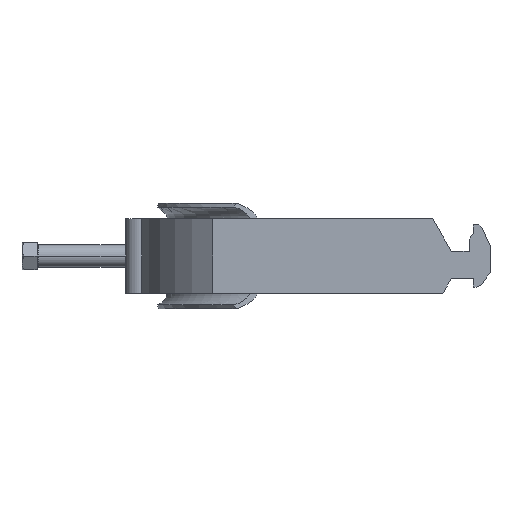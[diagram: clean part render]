
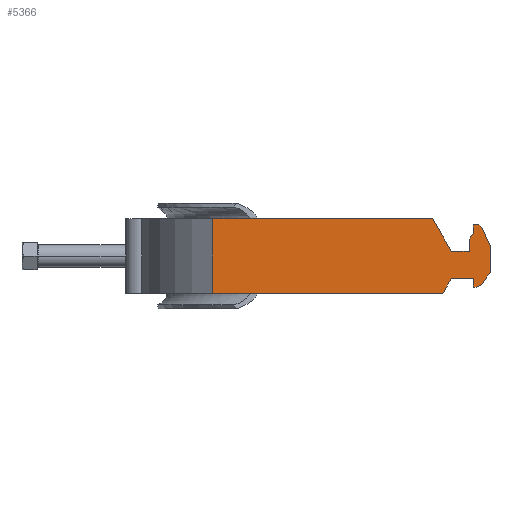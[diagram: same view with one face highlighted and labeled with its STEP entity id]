
A CAD part, left-side view. The second image highlights one B-rep face of the part: STEP entity #5366.
In plain terms, the highlighted planar face has unit normal (-1, 0, 0).
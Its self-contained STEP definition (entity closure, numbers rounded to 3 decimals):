
#37 = CARTESIAN_POINT ( 'NONE',  ( -48.5, -163., -8.25 ) ) ;
#85 = ORIENTED_EDGE ( 'NONE', *, *, #3802, .F. ) ;
#102 = DIRECTION ( 'NONE',  ( 0., -1., 0. ) ) ;
#124 = CARTESIAN_POINT ( 'NONE',  ( -48.5, -126., 8.25 ) ) ;
#151 = ORIENTED_EDGE ( 'NONE', *, *, #6071, .F. ) ;
#190 = CARTESIAN_POINT ( 'NONE',  ( -48.5, -126., 13.5 ) ) ;
#297 = VERTEX_POINT ( 'NONE', #5972 ) ;
#451 = EDGE_CURVE ( 'NONE', #2968, #1744, #8825, .T. ) ;
#467 = LINE ( 'NONE', #4567, #9385 ) ;
#479 = CARTESIAN_POINT ( 'NONE',  ( -48.5, -126., -8.25 ) ) ;
#501 = VERTEX_POINT ( 'NONE', #12962 ) ;
#540 = EDGE_CURVE ( 'NONE', #7291, #2885, #3955, .T. ) ;
#618 = VECTOR ( 'NONE', #12284, 1000. ) ;
#863 = VECTOR ( 'NONE', #8896, 1000. ) ;
#886 = ORIENTED_EDGE ( 'NONE', *, *, #6875, .F. ) ;
#993 = LINE ( 'NONE', #1857, #11899 ) ;
#1020 = VERTEX_POINT ( 'NONE', #479 ) ;
#1053 = LINE ( 'NONE', #37, #3865 ) ;
#1057 = DIRECTION ( 'NONE',  ( 0., 1., 0. ) ) ;
#1127 = CARTESIAN_POINT ( 'NONE',  ( -48.5, -111.216, 13.5 ) ) ;
#1300 = CARTESIAN_POINT ( 'NONE',  ( -48.5, -127., -11.25 ) ) ;
#1327 = ORIENTED_EDGE ( 'NONE', *, *, #5244, .F. ) ;
#1576 = EDGE_CURVE ( 'NONE', #5661, #297, #12945, .T. ) ;
#1649 = VECTOR ( 'NONE', #4273, 1000. ) ;
#1671 = EDGE_CURVE ( 'NONE', #10713, #2968, #993, .T. ) ;
#1712 = EDGE_LOOP ( 'NONE', ( #1732, #3503, #5591, #5077, #9489, #85, #11970, #5095, #151, #1327, #5987, #5022, #11986, #10851, #10197, #8981, #2868, #886 ) ) ;
#1732 = ORIENTED_EDGE ( 'NONE', *, *, #1576, .F. ) ;
#1744 = VERTEX_POINT ( 'NONE', #10293 ) ;
#1797 = CARTESIAN_POINT ( 'NONE',  ( -48.5, -118., 1.75 ) ) ;
#1857 = CARTESIAN_POINT ( 'NONE',  ( -48.5, -163., 1.75 ) ) ;
#1932 = DIRECTION ( 'NONE',  ( 0., 0., 1. ) ) ;
#2046 = VECTOR ( 'NONE', #102, 1000. ) ;
#2191 = CARTESIAN_POINT ( 'NONE',  ( -48.5, -31.554, -13.5 ) ) ;
#2868 = ORIENTED_EDGE ( 'NONE', *, *, #4845, .F. ) ;
#2885 = VERTEX_POINT ( 'NONE', #8097 ) ;
#2902 = CARTESIAN_POINT ( 'NONE',  ( -48.5, -163., -13.5 ) ) ;
#2968 = VERTEX_POINT ( 'NONE', #3967 ) ;
#3105 = VERTEX_POINT ( 'NONE', #2191 ) ;
#3286 = CARTESIAN_POINT ( 'NONE',  ( -48.5, -151.396, 21.625 ) ) ;
#3503 = ORIENTED_EDGE ( 'NONE', *, *, #13046, .F. ) ;
#3654 = CARTESIAN_POINT ( 'NONE',  ( -48.5, -124.162, -8.923 ) ) ;
#3715 = LINE ( 'NONE', #11838, #9607 ) ;
#3802 = EDGE_CURVE ( 'NONE', #4920, #9105, #13052, .T. ) ;
#3811 = CARTESIAN_POINT ( 'NONE',  ( -48.5, -138.668, 27.548 ) ) ;
#3865 = VECTOR ( 'NONE', #8190, 1000. ) ;
#3955 = LINE ( 'NONE', #12897, #6749 ) ;
#3967 = CARTESIAN_POINT ( 'NONE',  ( -48.5, -124.5, 1.75 ) ) ;
#4075 = LINE ( 'NONE', #6206, #2046 ) ;
#4273 = DIRECTION ( 'NONE',  ( 0., 0., -1. ) ) ;
#4339 = LINE ( 'NONE', #8406, #1649 ) ;
#4503 = EDGE_CURVE ( 'NONE', #9376, #10713, #9516, .T. ) ;
#4567 = CARTESIAN_POINT ( 'NONE',  ( -48.5, -147.431, -5.054 ) ) ;
#4608 = EDGE_CURVE ( 'NONE', #9376, #11629, #8734, .T. ) ;
#4845 = EDGE_CURVE ( 'NONE', #3105, #11629, #10700, .T. ) ;
#4920 = VERTEX_POINT ( 'NONE', #9773 ) ;
#4940 = PLANE ( 'NONE',  #11011 ) ;
#5022 = ORIENTED_EDGE ( 'NONE', *, *, #6151, .F. ) ;
#5077 = ORIENTED_EDGE ( 'NONE', *, *, #12353, .F. ) ;
#5095 = ORIENTED_EDGE ( 'NONE', *, *, #540, .F. ) ;
#5125 = CARTESIAN_POINT ( 'NONE',  ( -48.5, -166.241, 6.221 ) ) ;
#5167 = VECTOR ( 'NONE', #9648, 1000. ) ;
#5187 = LINE ( 'NONE', #5125, #10389 ) ;
#5244 = EDGE_CURVE ( 'NONE', #501, #6616, #4075, .T. ) ;
#5248 = DIRECTION ( 'NONE',  ( 0., 0.914, -0.407 ) ) ;
#5314 = CARTESIAN_POINT ( 'NONE',  ( -48.5, -31.554, 13.5 ) ) ;
#5366 = ADVANCED_FACE ( 'NONE', ( #11133 ), #4940, .F. ) ;
#5517 = VECTOR ( 'NONE', #7293, 1000. ) ;
#5591 = ORIENTED_EDGE ( 'NONE', *, *, #5796, .F. ) ;
#5661 = VERTEX_POINT ( 'NONE', #10202 ) ;
#5682 = VECTOR ( 'NONE', #1932, 1000. ) ;
#5796 = EDGE_CURVE ( 'NONE', #10558, #1020, #3715, .T. ) ;
#5972 = CARTESIAN_POINT ( 'NONE',  ( -48.5, -114.969, -13.5 ) ) ;
#5987 = ORIENTED_EDGE ( 'NONE', *, *, #7278, .F. ) ;
#6071 = EDGE_CURVE ( 'NONE', #6616, #7291, #467, .T. ) ;
#6151 = EDGE_CURVE ( 'NONE', #1744, #7347, #9570, .T. ) ;
#6182 = DIRECTION ( 'NONE',  ( 0., 1., 0. ) ) ;
#6206 = CARTESIAN_POINT ( 'NONE',  ( -48.5, -163., 11.25 ) ) ;
#6616 = VERTEX_POINT ( 'NONE', #11506 ) ;
#6749 = VECTOR ( 'NONE', #11013, 1000. ) ;
#6875 = EDGE_CURVE ( 'NONE', #297, #3105, #13116, .T. ) ;
#6958 = VECTOR ( 'NONE', #8586, 1000. ) ;
#7278 = EDGE_CURVE ( 'NONE', #7347, #501, #9216, .T. ) ;
#7291 = VERTEX_POINT ( 'NONE', #11399 ) ;
#7293 = DIRECTION ( 'NONE',  ( 0., 0.574, -0.819 ) ) ;
#7347 = VERTEX_POINT ( 'NONE', #124 ) ;
#7364 = LINE ( 'NONE', #11498, #5167 ) ;
#7502 = VERTEX_POINT ( 'NONE', #1300 ) ;
#7592 = VECTOR ( 'NONE', #11856, 1000. ) ;
#7877 = DIRECTION ( 'NONE',  ( 0., 0.5, -0.866 ) ) ;
#7951 = DIRECTION ( 'NONE',  ( 0., -1., 0. ) ) ;
#8097 = CARTESIAN_POINT ( 'NONE',  ( -48.5, -132., 3.75 ) ) ;
#8190 = DIRECTION ( 'NONE',  ( 0., 1., 0. ) ) ;
#8406 = CARTESIAN_POINT ( 'NONE',  ( -48.5, -132., 13.5 ) ) ;
#8586 = DIRECTION ( 'NONE',  ( 0., -0.5, -0.866 ) ) ;
#8734 = LINE ( 'NONE', #12800, #7592 ) ;
#8739 = EDGE_CURVE ( 'NONE', #2885, #4920, #4339, .T. ) ;
#8825 = LINE ( 'NONE', #9023, #5682 ) ;
#8896 = DIRECTION ( 'NONE',  ( 0., -0.574, 0.819 ) ) ;
#8981 = ORIENTED_EDGE ( 'NONE', *, *, #4608, .T. ) ;
#9013 = DIRECTION ( 'NONE',  ( 1., 0., 0. ) ) ;
#9023 = CARTESIAN_POINT ( 'NONE',  ( -48.5, -124.5, 13.5 ) ) ;
#9105 = VERTEX_POINT ( 'NONE', #10821 ) ;
#9216 = LINE ( 'NONE', #190, #618 ) ;
#9376 = VERTEX_POINT ( 'NONE', #1127 ) ;
#9385 = VECTOR ( 'NONE', #12696, 1000. ) ;
#9489 = ORIENTED_EDGE ( 'NONE', *, *, #11533, .F. ) ;
#9516 = LINE ( 'NONE', #3654, #6958 ) ;
#9570 = LINE ( 'NONE', #12968, #863 ) ;
#9607 = VECTOR ( 'NONE', #12644, 1000. ) ;
#9648 = DIRECTION ( 'NONE',  ( 0., 1., 0. ) ) ;
#9773 = CARTESIAN_POINT ( 'NONE',  ( -48.5, -132., -6.075 ) ) ;
#10091 = CARTESIAN_POINT ( 'NONE',  ( -48.5, -163., 13.5 ) ) ;
#10197 = ORIENTED_EDGE ( 'NONE', *, *, #4503, .F. ) ;
#10202 = CARTESIAN_POINT ( 'NONE',  ( -48.5, -118., -8.25 ) ) ;
#10293 = CARTESIAN_POINT ( 'NONE',  ( -48.5, -124.5, 6.108 ) ) ;
#10389 = VECTOR ( 'NONE', #5248, 1000. ) ;
#10558 = VERTEX_POINT ( 'NONE', #10636 ) ;
#10636 = CARTESIAN_POINT ( 'NONE',  ( -48.5, -126., -11.25 ) ) ;
#10700 = LINE ( 'NONE', #12693, #11865 ) ;
#10713 = VERTEX_POINT ( 'NONE', #1797 ) ;
#10821 = CARTESIAN_POINT ( 'NONE',  ( -48.5, -129., -10.36 ) ) ;
#10851 = ORIENTED_EDGE ( 'NONE', *, *, #1671, .F. ) ;
#11011 = AXIS2_PLACEMENT_3D ( 'NONE', #10091, #9013, #1057 ) ;
#11013 = DIRECTION ( 'NONE',  ( 0., -0.407, -0.914 ) ) ;
#11100 = VECTOR ( 'NONE', #6182, 1000. ) ;
#11133 = FACE_OUTER_BOUND ( 'NONE', #1712, .T. ) ;
#11399 = CARTESIAN_POINT ( 'NONE',  ( -48.5, -129.055, 10.365 ) ) ;
#11431 = DIRECTION ( 'NONE',  ( 0., 0., 1. ) ) ;
#11498 = CARTESIAN_POINT ( 'NONE',  ( -48.5, -163., -11.25 ) ) ;
#11506 = CARTESIAN_POINT ( 'NONE',  ( -48.5, -128., 11.25 ) ) ;
#11533 = EDGE_CURVE ( 'NONE', #9105, #7502, #5187, .T. ) ;
#11629 = VERTEX_POINT ( 'NONE', #5314 ) ;
#11838 = CARTESIAN_POINT ( 'NONE',  ( -48.5, -126., 13.5 ) ) ;
#11856 = DIRECTION ( 'NONE',  ( 0., 1., 0. ) ) ;
#11865 = VECTOR ( 'NONE', #11431, 1000. ) ;
#11899 = VECTOR ( 'NONE', #7951, 1000. ) ;
#11970 = ORIENTED_EDGE ( 'NONE', *, *, #8739, .F. ) ;
#11986 = ORIENTED_EDGE ( 'NONE', *, *, #451, .F. ) ;
#12284 = DIRECTION ( 'NONE',  ( 0., 0., 1. ) ) ;
#12353 = EDGE_CURVE ( 'NONE', #7502, #10558, #7364, .T. ) ;
#12644 = DIRECTION ( 'NONE',  ( 0., 0., 1. ) ) ;
#12693 = CARTESIAN_POINT ( 'NONE',  ( -48.5, -31.554, 13.5 ) ) ;
#12696 = DIRECTION ( 'NONE',  ( 0., -0.766, -0.643 ) ) ;
#12751 = VECTOR ( 'NONE', #7877, 1000. ) ;
#12800 = CARTESIAN_POINT ( 'NONE',  ( -48.5, -163., 13.5 ) ) ;
#12897 = CARTESIAN_POINT ( 'NONE',  ( -48.5, -133.506, 0.368 ) ) ;
#12945 = LINE ( 'NONE', #3811, #12751 ) ;
#12962 = CARTESIAN_POINT ( 'NONE',  ( -48.5, -126., 11.25 ) ) ;
#12968 = CARTESIAN_POINT ( 'NONE',  ( -48.5, -140.639, 29.157 ) ) ;
#13046 = EDGE_CURVE ( 'NONE', #1020, #5661, #1053, .T. ) ;
#13052 = LINE ( 'NONE', #3286, #5517 ) ;
#13116 = LINE ( 'NONE', #2902, #11100 ) ;
